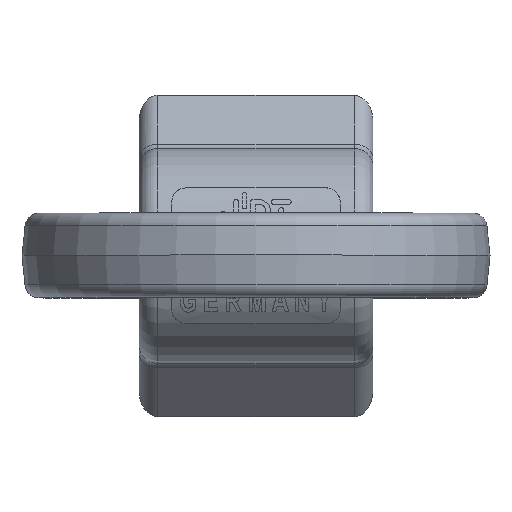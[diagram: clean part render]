
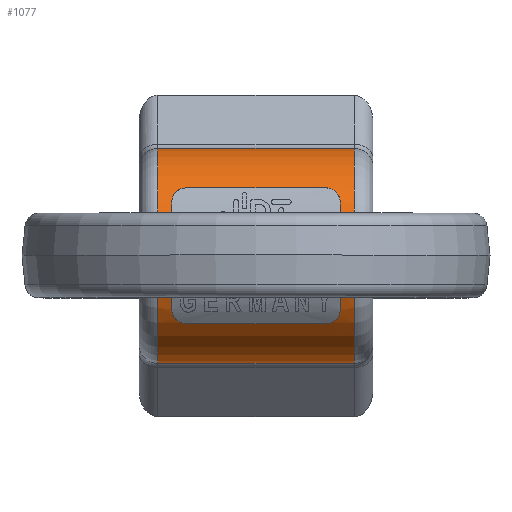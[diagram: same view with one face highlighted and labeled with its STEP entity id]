
A CAD part, top view. The second image highlights one B-rep face of the part: STEP entity #1077.
In plain terms, the highlighted cylindrical face has radius 23 mm (diameter 46 mm), a partial arc.
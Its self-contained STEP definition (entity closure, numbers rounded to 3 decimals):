
#1077=ADVANCED_FACE('',(#1744,#1745),#1596,.T.);
#1596=CYLINDRICAL_SURFACE('',#8749,23.);
#1744=FACE_BOUND('',#1787,.T.);
#1745=FACE_BOUND('',#1788,.T.);
#1787=EDGE_LOOP('',(#3788,#3789,#3790,#3791,#3792,#3793,#3794,#3795));
#1788=EDGE_LOOP('',(#3796,#3797,#3798,#3799));
#2338=CIRCLE('',#8745,23.);
#2339=CIRCLE('',#8746,23.);
#2340=CIRCLE('',#8747,23.);
#2341=CIRCLE('',#8748,23.);
#2564=LINE('',#11680,#3151);
#2565=LINE('',#11708,#3152);
#2566=LINE('',#11718,#3153);
#2567=LINE('',#11723,#3154);
#3151=VECTOR('',#9506,1.);
#3152=VECTOR('',#9509,1.);
#3153=VECTOR('',#9512,1.);
#3154=VECTOR('',#9515,1.);
#3788=ORIENTED_EDGE('',*,*,#7117,.F.);
#3789=ORIENTED_EDGE('',*,*,#7118,.F.);
#3790=ORIENTED_EDGE('',*,*,#7119,.F.);
#3791=ORIENTED_EDGE('',*,*,#7120,.F.);
#3792=ORIENTED_EDGE('',*,*,#7121,.F.);
#3793=ORIENTED_EDGE('',*,*,#7122,.F.);
#3794=ORIENTED_EDGE('',*,*,#7123,.F.);
#3795=ORIENTED_EDGE('',*,*,#7124,.F.);
#3796=ORIENTED_EDGE('',*,*,#7125,.T.);
#3797=ORIENTED_EDGE('',*,*,#7126,.T.);
#3798=ORIENTED_EDGE('',*,*,#7127,.T.);
#3799=ORIENTED_EDGE('',*,*,#7128,.T.);
#6332=VERTEX_POINT('',#11678);
#6333=VERTEX_POINT('',#11679);
#6334=VERTEX_POINT('',#11681);
#6335=VERTEX_POINT('',#11688);
#6336=VERTEX_POINT('',#11690);
#6337=VERTEX_POINT('',#11707);
#6338=VERTEX_POINT('',#11709);
#6339=VERTEX_POINT('',#11716);
#6340=VERTEX_POINT('',#11719);
#6341=VERTEX_POINT('',#11720);
#6342=VERTEX_POINT('',#11722);
#6343=VERTEX_POINT('',#11724);
#7117=EDGE_CURVE('',#6332,#6333,#8389,.T.);
#7118=EDGE_CURVE('',#6334,#6332,#2564,.T.);
#7119=EDGE_CURVE('',#6335,#6334,#8390,.T.);
#7120=EDGE_CURVE('',#6336,#6335,#2338,.T.);
#7121=EDGE_CURVE('',#6337,#6336,#8391,.T.);
#7122=EDGE_CURVE('',#6338,#6337,#2565,.T.);
#7123=EDGE_CURVE('',#6339,#6338,#8392,.T.);
#7124=EDGE_CURVE('',#6333,#6339,#2339,.T.);
#7125=EDGE_CURVE('',#6340,#6341,#2566,.T.);
#7126=EDGE_CURVE('',#6341,#6342,#2340,.T.);
#7127=EDGE_CURVE('',#6342,#6343,#2567,.T.);
#7128=EDGE_CURVE('',#6343,#6340,#2341,.T.);
#8389=B_SPLINE_CURVE_WITH_KNOTS('',3,(#11662,#11663,#11664,#11665,#11666,
#11667,#11668,#11669,#11670,#11671,#11672,#11673,#11674,#11675,#11676,#11677),
 .UNSPECIFIED.,.F.,.F.,(4,3,3,3,3,4),(0.,0.165,0.329,
0.549,0.771,1.),.UNSPECIFIED.);
#8390=B_SPLINE_CURVE_WITH_KNOTS('',3,(#11682,#11683,#11684,#11685,#11686,
#11687),.UNSPECIFIED.,.F.,.F.,(4,2,4),(0.,0.5,1.),.UNSPECIFIED.);
#8391=B_SPLINE_CURVE_WITH_KNOTS('',3,(#11691,#11692,#11693,#11694,#11695,
#11696,#11697,#11698,#11699,#11700,#11701,#11702,#11703,#11704,#11705,#11706),
 .UNSPECIFIED.,.F.,.F.,(4,3,3,3,3,4),(0.,0.165,0.329,
0.549,0.771,1.),.UNSPECIFIED.);
#8392=B_SPLINE_CURVE_WITH_KNOTS('',3,(#11710,#11711,#11712,#11713,#11714,
#11715),.UNSPECIFIED.,.F.,.F.,(4,2,4),(0.,0.5,1.),.UNSPECIFIED.);
#8745=AXIS2_PLACEMENT_3D('',#11689,#9507,#9508);
#8746=AXIS2_PLACEMENT_3D('',#11717,#9510,#9511);
#8747=AXIS2_PLACEMENT_3D('',#11721,#9513,#9514);
#8748=AXIS2_PLACEMENT_3D('',#11725,#9516,#9517);
#8749=AXIS2_PLACEMENT_3D('',#11726,#9518,#9519);
#9506=DIRECTION('',(1.,0.,0.));
#9507=DIRECTION('',(1.,0.,0.));
#9508=DIRECTION('',(0.,1.,0.));
#9509=DIRECTION('',(-1.,0.,0.));
#9510=DIRECTION('',(-1.,0.,0.));
#9511=DIRECTION('',(0.,-1.,0.));
#9512=DIRECTION('',(-1.,0.,0.));
#9513=DIRECTION('',(1.,0.,0.));
#9514=DIRECTION('',(0.,0.,-1.));
#9515=DIRECTION('',(1.,0.,0.));
#9516=DIRECTION('',(-1.,0.,0.));
#9517=DIRECTION('',(0.,0.,-1.));
#9518=DIRECTION('',(-1.,0.,0.));
#9519=DIRECTION('',(0.,0.,1.));
#11662=CARTESIAN_POINT('',(15.,-14.5,17.854));
#11663=CARTESIAN_POINT('',(15.285,-14.5,17.854));
#11664=CARTESIAN_POINT('',(15.574,-14.458,17.888));
#11665=CARTESIAN_POINT('',(15.842,-14.38,17.951));
#11666=CARTESIAN_POINT('',(16.108,-14.302,18.013));
#11667=CARTESIAN_POINT('',(16.359,-14.187,18.104));
#11668=CARTESIAN_POINT('',(16.582,-14.049,18.211));
#11669=CARTESIAN_POINT('',(16.881,-13.863,18.354));
#11670=CARTESIAN_POINT('',(17.139,-13.63,18.529));
#11671=CARTESIAN_POINT('',(17.345,-13.371,18.714));
#11672=CARTESIAN_POINT('',(17.555,-13.108,18.902));
#11673=CARTESIAN_POINT('',(17.717,-12.813,19.104));
#11674=CARTESIAN_POINT('',(17.827,-12.504,19.304));
#11675=CARTESIAN_POINT('',(17.94,-12.185,19.511));
#11676=CARTESIAN_POINT('',(18.,-11.843,19.72));
#11677=CARTESIAN_POINT('',(18.,-11.5,19.919));
#11678=CARTESIAN_POINT('',(15.,-14.5,17.854));
#11679=CARTESIAN_POINT('',(18.,-11.5,19.919));
#11680=CARTESIAN_POINT('',(0.,-14.5,17.854));
#11681=CARTESIAN_POINT('',(-15.,-14.5,17.854));
#11682=CARTESIAN_POINT('',(-18.,-11.5,19.919));
#11683=CARTESIAN_POINT('',(-18.,-12.258,19.481));
#11684=CARTESIAN_POINT('',(-17.724,-12.972,19.006));
#11685=CARTESIAN_POINT('',(-16.689,-14.095,18.189));
#11686=CARTESIAN_POINT('',(-15.88,-14.5,17.854));
#11687=CARTESIAN_POINT('',(-15.,-14.5,17.854));
#11688=CARTESIAN_POINT('',(-18.,-11.5,19.919));
#11689=CARTESIAN_POINT('',(-18.,0.,0.));
#11690=CARTESIAN_POINT('',(-18.,11.5,19.919));
#11691=CARTESIAN_POINT('',(-15.,14.5,17.854));
#11692=CARTESIAN_POINT('',(-15.285,14.5,17.854));
#11693=CARTESIAN_POINT('',(-15.574,14.458,17.888));
#11694=CARTESIAN_POINT('',(-15.842,14.38,17.951));
#11695=CARTESIAN_POINT('',(-16.108,14.302,18.013));
#11696=CARTESIAN_POINT('',(-16.359,14.187,18.104));
#11697=CARTESIAN_POINT('',(-16.582,14.049,18.211));
#11698=CARTESIAN_POINT('',(-16.881,13.863,18.354));
#11699=CARTESIAN_POINT('',(-17.139,13.63,18.529));
#11700=CARTESIAN_POINT('',(-17.345,13.371,18.714));
#11701=CARTESIAN_POINT('',(-17.555,13.108,18.902));
#11702=CARTESIAN_POINT('',(-17.717,12.813,19.104));
#11703=CARTESIAN_POINT('',(-17.827,12.504,19.304));
#11704=CARTESIAN_POINT('',(-17.94,12.185,19.511));
#11705=CARTESIAN_POINT('',(-18.,11.843,19.72));
#11706=CARTESIAN_POINT('',(-18.,11.5,19.919));
#11707=CARTESIAN_POINT('',(-15.,14.5,17.854));
#11708=CARTESIAN_POINT('',(0.,14.5,17.854));
#11709=CARTESIAN_POINT('',(15.,14.5,17.854));
#11710=CARTESIAN_POINT('',(18.,11.5,19.919));
#11711=CARTESIAN_POINT('',(18.,12.258,19.481));
#11712=CARTESIAN_POINT('',(17.724,12.972,19.006));
#11713=CARTESIAN_POINT('',(16.689,14.095,18.189));
#11714=CARTESIAN_POINT('',(15.88,14.5,17.854));
#11715=CARTESIAN_POINT('',(15.,14.5,17.854));
#11716=CARTESIAN_POINT('',(18.,11.5,19.919));
#11717=CARTESIAN_POINT('',(18.,0.,0.));
#11718=CARTESIAN_POINT('',(0.,22.956,1.421));
#11719=CARTESIAN_POINT('',(21.,22.956,1.421));
#11720=CARTESIAN_POINT('',(-21.,22.956,1.421));
#11721=CARTESIAN_POINT('',(-21.,0.,0.));
#11722=CARTESIAN_POINT('',(-21.,-22.956,1.421));
#11723=CARTESIAN_POINT('',(0.,-22.956,1.421));
#11724=CARTESIAN_POINT('',(21.,-22.956,1.421));
#11725=CARTESIAN_POINT('',(21.,0.,0.));
#11726=CARTESIAN_POINT('',(0.,0.,0.));
